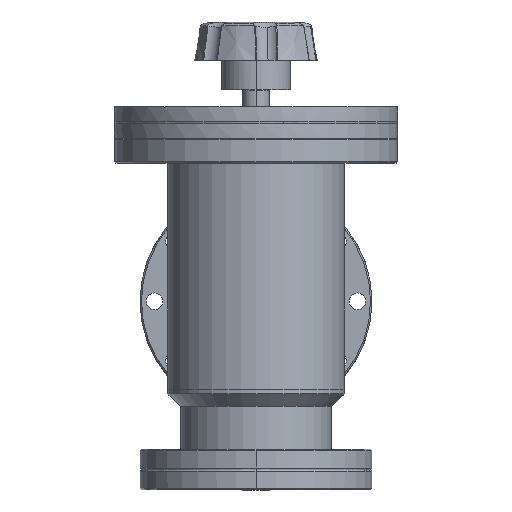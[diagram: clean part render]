
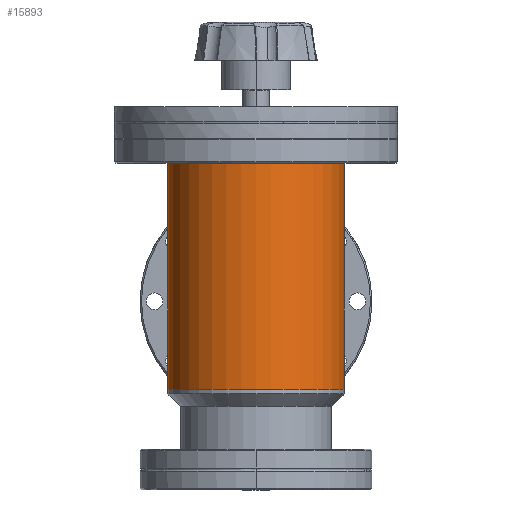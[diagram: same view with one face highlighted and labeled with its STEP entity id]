
A CAD part, front view. The second image highlights one B-rep face of the part: STEP entity #15893.
In plain terms, the highlighted cylindrical face has radius 44.45 mm (diameter 88.9 mm), a partial arc.
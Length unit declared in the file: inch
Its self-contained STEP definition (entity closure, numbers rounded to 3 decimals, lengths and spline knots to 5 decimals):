
#25 = CARTESIAN_POINT ( 'NONE',  ( 1.75, 0., 4.53 ) ) ;
#355 = CIRCLE ( 'NONE', #11406, 1.75 ) ;
#1088 = EDGE_CURVE ( 'NONE', #6489, #12247, #355, .T. ) ;
#1213 = ORIENTED_EDGE ( 'NONE', *, *, #14175, .T. ) ;
#1243 = AXIS2_PLACEMENT_3D ( 'NONE', #15105, #6637, #16506 ) ;
#1853 = DIRECTION ( 'NONE',  ( 0., 0., -1. ) ) ;
#2097 = CARTESIAN_POINT ( 'NONE',  ( -1.75, 0., 4.53 ) ) ;
#2507 = CARTESIAN_POINT ( 'NONE',  ( -1.75, 0., 0. ) ) ;
#3013 = AXIS2_PLACEMENT_3D ( 'NONE', #13236, #1853, #11824 ) ;
#4105 = VECTOR ( 'NONE', #7441, 39.37008 ) ;
#4121 = CIRCLE ( 'NONE', #1243, 1.75 ) ;
#5130 = LINE ( 'NONE', #16480, #12734 ) ;
#5296 = EDGE_LOOP ( 'NONE', ( #14615, #6274, #1213, #18287 ) ) ;
#5776 = FACE_OUTER_BOUND ( 'NONE', #5296, .T. ) ;
#5859 = EDGE_CURVE ( 'NONE', #6489, #6447, #11714, .T. ) ;
#6274 = ORIENTED_EDGE ( 'NONE', *, *, #1088, .T. ) ;
#6447 = VERTEX_POINT ( 'NONE', #11369 ) ;
#6489 = VERTEX_POINT ( 'NONE', #25 ) ;
#6637 = DIRECTION ( 'NONE',  ( 0., 0., 1. ) ) ;
#7441 = DIRECTION ( 'NONE',  ( 0., 0., -1. ) ) ;
#8057 = DIRECTION ( 'NONE',  ( 0., 0., -1. ) ) ;
#8404 = CARTESIAN_POINT ( 'NONE',  ( 0., 0., 4.53 ) ) ;
#8498 = DIRECTION ( 'NONE',  ( 0., 0., -1. ) ) ;
#8537 = DIRECTION ( 'NONE',  ( -1., 0., 0. ) ) ;
#9593 = EDGE_CURVE ( 'NONE', #12409, #6447, #4121, .T. ) ;
#11369 = CARTESIAN_POINT ( 'NONE',  ( 1.75, 0., 0. ) ) ;
#11406 = AXIS2_PLACEMENT_3D ( 'NONE', #8404, #8498, #8537 ) ;
#11714 = LINE ( 'NONE', #14403, #4105 ) ;
#11824 = DIRECTION ( 'NONE',  ( -1., 0., 0. ) ) ;
#12247 = VERTEX_POINT ( 'NONE', #2097 ) ;
#12409 = VERTEX_POINT ( 'NONE', #2507 ) ;
#12734 = VECTOR ( 'NONE', #8057, 39.37008 ) ;
#12897 = CYLINDRICAL_SURFACE ( 'NONE', #3013, 1.75 ) ;
#13236 = CARTESIAN_POINT ( 'NONE',  ( 0., 0., 4.55 ) ) ;
#14175 = EDGE_CURVE ( 'NONE', #12247, #12409, #5130, .T. ) ;
#14403 = CARTESIAN_POINT ( 'NONE',  ( 1.75, 0., 4.55 ) ) ;
#14615 = ORIENTED_EDGE ( 'NONE', *, *, #5859, .F. ) ;
#15105 = CARTESIAN_POINT ( 'NONE',  ( 0., 0., 0. ) ) ;
#15893 = ADVANCED_FACE ( 'NONE', ( #5776 ), #12897, .T. ) ;
#16480 = CARTESIAN_POINT ( 'NONE',  ( -1.75, 0., 4.55 ) ) ;
#16506 = DIRECTION ( 'NONE',  ( -1., 0., 0. ) ) ;
#18287 = ORIENTED_EDGE ( 'NONE', *, *, #9593, .T. ) ;
